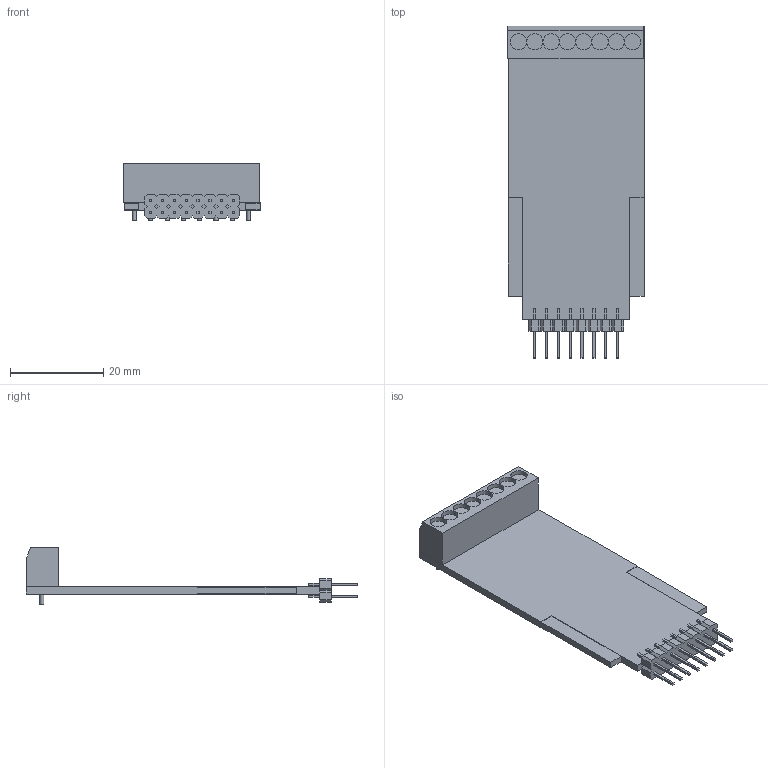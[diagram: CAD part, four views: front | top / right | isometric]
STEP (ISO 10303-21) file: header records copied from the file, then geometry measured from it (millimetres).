
FILE_DESCRIPTION(/* description */ ('Alibre Inc.'),/* implementation_level */ '2;1');
FILE_NAME(/* name */ 'export0',/* time_stamp */ '2015-07-05T23:00:55+12:00',/* author */ (''),/* organization */ (''),/* preprocessor_version */ 'ST-DEVELOPER v14',/* originating_system */ 'Alibre',/* authorisation */ '');
FILE_SCHEMA (('CONFIG_CONTROL_DESIGN'));
Length unit declared in the file: centimetre
Products named in the file (4): ID_1; ID_2; ID_3
Bounding box: 29.29 x 71.25 x 12.2 mm (x, y, z)
Volume: 4028.7 mm3; surface area: 6470.3 mm2
Topology: 3 solids, 3 shells, 349 faces, 854 edges, 560 vertices
Faces by surface type: plane 327, cylinder 22
Full cylindrical faces by diameter (mm): 0.9 x8, 3.5 x2
Entity records: 9526 total; most frequent: ORIENTED_EDGE 1706, CARTESIAN_POINT 1615, DIRECTION 1109, EDGE_CURVE 846, VECTOR 738, LINE 738, VERTEX_POINT 560, EDGE_LOOP 420
